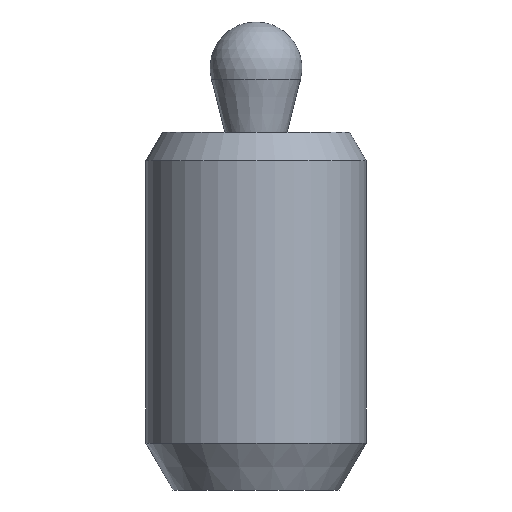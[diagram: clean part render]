
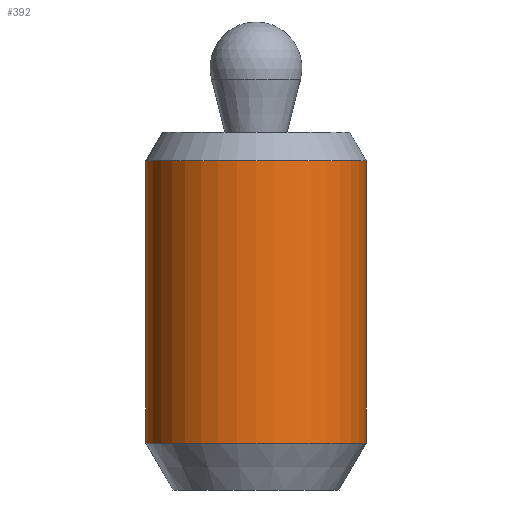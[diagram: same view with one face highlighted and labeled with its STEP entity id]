
A CAD part, front view. The second image highlights one B-rep face of the part: STEP entity #392.
In plain terms, the highlighted cylindrical face has radius 6 mm (diameter 12 mm), a partial arc.
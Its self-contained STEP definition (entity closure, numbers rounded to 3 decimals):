
#166=VERTEX_POINT('',#436);
#176=EDGE_CURVE('',#296,#166,#448,.T.);
#232=VERTEX_POINT('',#508);
#264=EDGE_CURVE('',#296,#232,#545,.T.);
#296=VERTEX_POINT('',#584);
#302=EDGE_CURVE('',#232,#378,#592,.T.);
#360=EDGE_CURVE('',#378,#166,#662,.T.);
#378=VERTEX_POINT('',#680);
#392=ADVANCED_FACE('',(#695),#696,.T.);
#436=CARTESIAN_POINT('',(6.0,0.,-16.941));
#448=CIRCLE('',#748,6.0);
#508=CARTESIAN_POINT('',(-6.0,0.,-1.559));
#545=LINE('',#876,#877);
#584=CARTESIAN_POINT('',(-6.0,0.,-16.941));
#592=CIRCLE('',#932,6.0);
#662=LINE('',#1014,#1015);
#680=CARTESIAN_POINT('',(6.0,0.,-1.559));
#695=FACE_OUTER_BOUND('',#1060,.T.);
#696=CYLINDRICAL_SURFACE('',#1061,6.0);
#748=AXIS2_PLACEMENT_3D('',#1111,#1112,#1113);
#876=CARTESIAN_POINT('',(-6.0,0.,-10.529));
#877=VECTOR('',#1238,1.0);
#932=AXIS2_PLACEMENT_3D('',#1308,#1309,#1310);
#1014=CARTESIAN_POINT('',(6.0,0.,-10.529));
#1015=VECTOR('',#1403,1.0);
#1060=EDGE_LOOP('',(#1429,#1430,#1431,#1432));
#1061=AXIS2_PLACEMENT_3D('',#1433,#1434,#1435);
#1111=CARTESIAN_POINT('',(0.,0.,-16.941));
#1112=DIRECTION('',(0.0,0.0,1.0));
#1113=DIRECTION('',(-1.0,0.,0.0));
#1238=DIRECTION('',(0.0,0.0,1.0));
#1308=CARTESIAN_POINT('',(0.,0.,-1.559));
#1309=DIRECTION('',(0.0,0.0,1.0));
#1310=DIRECTION('',(-1.0,0.,0.0));
#1403=DIRECTION('',(-0.0,-0.0,-1.0));
#1429=ORIENTED_EDGE('',*,*,#264,.F.);
#1430=ORIENTED_EDGE('',*,*,#176,.T.);
#1431=ORIENTED_EDGE('',*,*,#360,.F.);
#1432=ORIENTED_EDGE('',*,*,#302,.F.);
#1433=CARTESIAN_POINT('',(0.,0.,-10.529));
#1434=DIRECTION('',(-0.0,-0.0,-1.0));
#1435=DIRECTION('',(-1.0,0.,0.0));
